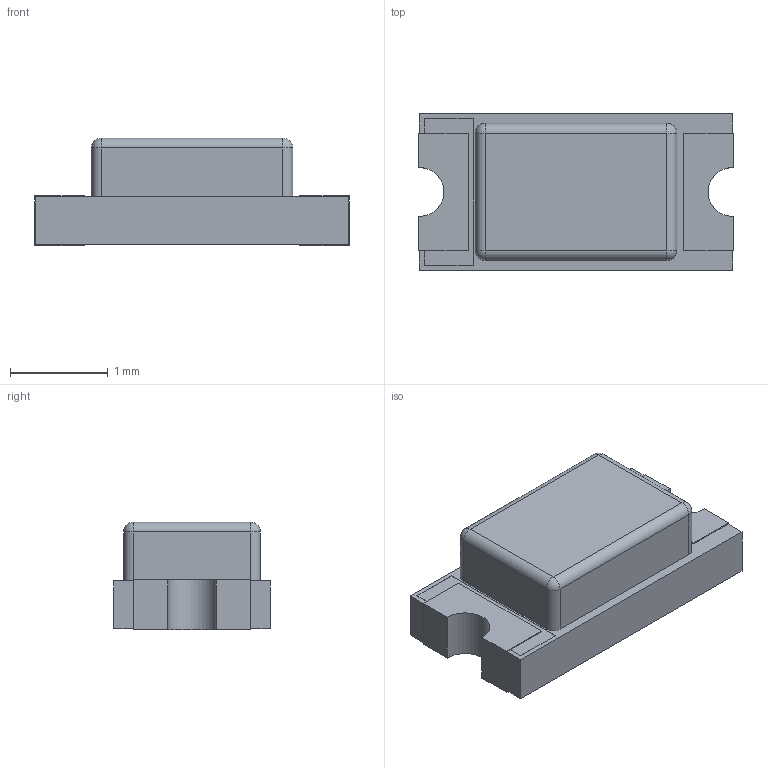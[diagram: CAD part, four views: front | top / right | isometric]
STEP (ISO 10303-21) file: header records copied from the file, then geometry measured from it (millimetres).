
FILE_DESCRIPTION(/* description */ (''),/* implementation_level */ '2;1');
FILE_NAME(/* name */ 'CHIPLED_1206_ROJO.step',/* time_stamp */ '2019-10-09T16:39:36-05:00',/* author */ (''),/* organization */ (''),/* preprocessor_version */ 'ST-DEVELOPER v18',/* originating_system */ 'Autodesk Translation Framework v8.6.0.1094',/* authorisation */ '');
FILE_SCHEMA (('AUTOMOTIVE_DESIGN { 1 0 10303 214 3 1 1 }'));
Length unit declared in the file: millimetre
Products named in the file (1): CHIPLED_1206_VERDE
Bounding box: 3.22 x 1.6 x 1.1 mm (x, y, z)
Volume: 4.2 mm3; surface area: 18.8 mm2
Topology: 1 solids, 1 shells, 49 faces, 130 edges, 80 vertices
Faces by surface type: plane 35, cylinder 10, sphere 4
Entity records: 1581 total; most frequent: CARTESIAN_POINT 256, ORIENTED_EDGE 252, DIRECTION 246, EDGE_CURVE 126, LINE 106, VECTOR 106, VERTEX_POINT 80, AXIS2_PLACEMENT_3D 70
